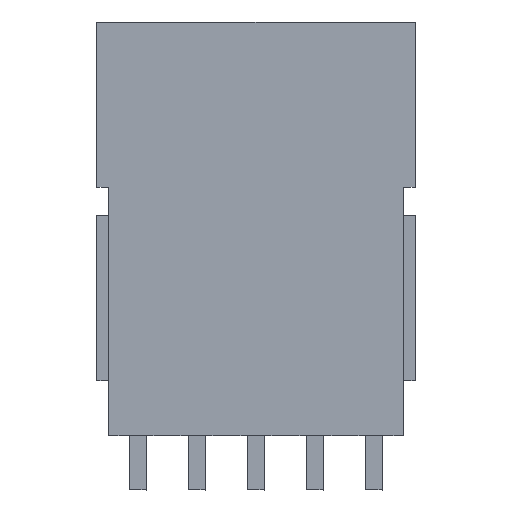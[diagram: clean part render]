
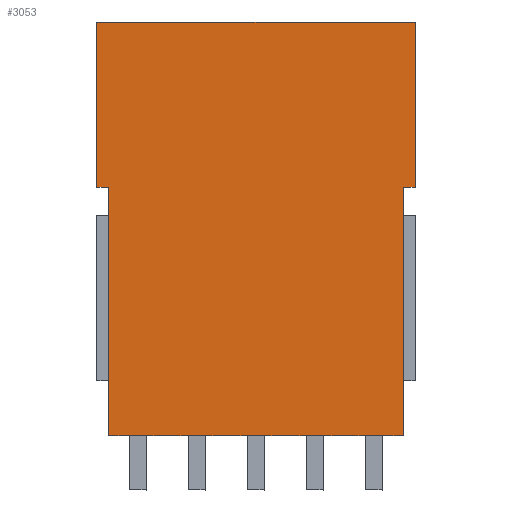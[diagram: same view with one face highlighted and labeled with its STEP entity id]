
A CAD part, front view. The second image highlights one B-rep face of the part: STEP entity #3053.
In plain terms, the highlighted planar face has unit normal (0, -1, 0).
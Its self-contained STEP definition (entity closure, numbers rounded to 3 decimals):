
#2818=AXIS2_PLACEMENT_3D('Plane Axis2P3D',#2815,#2816,#2817) ;
#2072=CARTESIAN_POINT('Line Origine',(9.45,0.,27.75)) ;
#2076=CARTESIAN_POINT('Vertex',(0.,0.,27.75)) ;
#2078=CARTESIAN_POINT('Vertex',(18.9,0.,27.75)) ;
#2815=CARTESIAN_POINT('Axis2P3D Location',(3.5,0.,3.2)) ;
#2820=CARTESIAN_POINT('Line Origine',(15.,0.,3.2)) ;
#2824=CARTESIAN_POINT('Vertex',(14.7,0.,3.2)) ;
#2826=CARTESIAN_POINT('Vertex',(15.3,0.,3.2)) ;
#2829=CARTESIAN_POINT('Line Origine',(15.466,0.,3.2)) ;
#2833=CARTESIAN_POINT('Vertex',(15.633,0.,3.2)) ;
#2836=CARTESIAN_POINT('Line Origine',(16.45,0.,3.2)) ;
#2840=CARTESIAN_POINT('Vertex',(17.267,0.,3.2)) ;
#2843=CARTESIAN_POINT('Line Origine',(17.734,0.,3.2)) ;
#2847=CARTESIAN_POINT('Vertex',(18.2,0.,3.2)) ;
#2850=CARTESIAN_POINT('Line Origine',(18.2,0.,10.575)) ;
#2854=CARTESIAN_POINT('Vertex',(18.2,0.,17.95)) ;
#2857=CARTESIAN_POINT('Line Origine',(18.55,0.,17.95)) ;
#2861=CARTESIAN_POINT('Vertex',(18.9,0.,17.95)) ;
#2864=CARTESIAN_POINT('Line Origine',(18.9,0.,22.85)) ;
#2869=CARTESIAN_POINT('Line Origine',(0.,0.,22.85)) ;
#2873=CARTESIAN_POINT('Vertex',(0.,0.,17.95)) ;
#2876=CARTESIAN_POINT('Line Origine',(0.35,0.,17.95)) ;
#2880=CARTESIAN_POINT('Vertex',(0.7,0.,17.95)) ;
#2883=CARTESIAN_POINT('Line Origine',(0.7,0.,10.575)) ;
#2887=CARTESIAN_POINT('Vertex',(0.7,0.,3.2)) ;
#2890=CARTESIAN_POINT('Line Origine',(1.166,0.,3.2)) ;
#2894=CARTESIAN_POINT('Vertex',(1.633,0.,3.2)) ;
#2897=CARTESIAN_POINT('Line Origine',(2.45,0.,3.2)) ;
#2901=CARTESIAN_POINT('Vertex',(3.267,0.,3.2)) ;
#2904=CARTESIAN_POINT('Line Origine',(3.434,0.,3.2)) ;
#2908=CARTESIAN_POINT('Vertex',(3.6,0.,3.2)) ;
#2911=CARTESIAN_POINT('Line Origine',(3.9,0.,3.2)) ;
#2915=CARTESIAN_POINT('Vertex',(4.2,0.,3.2)) ;
#2918=CARTESIAN_POINT('Line Origine',(4.5,0.,3.2)) ;
#2922=CARTESIAN_POINT('Vertex',(4.8,0.,3.2)) ;
#2925=CARTESIAN_POINT('Line Origine',(4.966,0.,3.2)) ;
#2929=CARTESIAN_POINT('Vertex',(5.133,0.,3.2)) ;
#2932=CARTESIAN_POINT('Line Origine',(5.95,0.,3.2)) ;
#2936=CARTESIAN_POINT('Vertex',(6.767,0.,3.2)) ;
#2939=CARTESIAN_POINT('Line Origine',(6.934,0.,3.2)) ;
#2943=CARTESIAN_POINT('Vertex',(7.1,0.,3.2)) ;
#2946=CARTESIAN_POINT('Line Origine',(7.4,0.,3.2)) ;
#2950=CARTESIAN_POINT('Vertex',(7.7,0.,3.2)) ;
#2953=CARTESIAN_POINT('Line Origine',(8.,0.,3.2)) ;
#2957=CARTESIAN_POINT('Vertex',(8.3,0.,3.2)) ;
#2960=CARTESIAN_POINT('Line Origine',(8.466,0.,3.2)) ;
#2964=CARTESIAN_POINT('Vertex',(8.633,0.,3.2)) ;
#2967=CARTESIAN_POINT('Line Origine',(9.45,0.,3.2)) ;
#2971=CARTESIAN_POINT('Vertex',(10.267,0.,3.2)) ;
#2974=CARTESIAN_POINT('Line Origine',(10.434,0.,3.2)) ;
#2978=CARTESIAN_POINT('Vertex',(10.6,0.,3.2)) ;
#2981=CARTESIAN_POINT('Line Origine',(10.9,0.,3.2)) ;
#2985=CARTESIAN_POINT('Vertex',(11.2,0.,3.2)) ;
#2988=CARTESIAN_POINT('Line Origine',(11.5,0.,3.2)) ;
#2992=CARTESIAN_POINT('Vertex',(11.8,0.,3.2)) ;
#2995=CARTESIAN_POINT('Line Origine',(11.966,0.,3.2)) ;
#2999=CARTESIAN_POINT('Vertex',(12.133,0.,3.2)) ;
#3002=CARTESIAN_POINT('Line Origine',(12.95,0.,3.2)) ;
#3006=CARTESIAN_POINT('Vertex',(13.767,0.,3.2)) ;
#3009=CARTESIAN_POINT('Line Origine',(13.934,0.,3.2)) ;
#3013=CARTESIAN_POINT('Vertex',(14.1,0.,3.2)) ;
#3016=CARTESIAN_POINT('Line Origine',(14.4,0.,3.2)) ;
#2073=DIRECTION('Vector Direction',(1.,0.,0.)) ;
#2816=DIRECTION('Axis2P3D Direction',(0.,1.,0.)) ;
#2817=DIRECTION('Axis2P3D XDirection',(0.,0.,1.)) ;
#2821=DIRECTION('Vector Direction',(-1.,0.,0.)) ;
#2830=DIRECTION('Vector Direction',(1.,0.,0.)) ;
#2837=DIRECTION('Vector Direction',(1.,0.,0.)) ;
#2844=DIRECTION('Vector Direction',(1.,0.,0.)) ;
#2851=DIRECTION('Vector Direction',(0.,0.,1.)) ;
#2858=DIRECTION('Vector Direction',(1.,0.,0.)) ;
#2865=DIRECTION('Vector Direction',(0.,0.,1.)) ;
#2870=DIRECTION('Vector Direction',(0.,0.,1.)) ;
#2877=DIRECTION('Vector Direction',(1.,0.,0.)) ;
#2884=DIRECTION('Vector Direction',(0.,0.,1.)) ;
#2891=DIRECTION('Vector Direction',(1.,0.,0.)) ;
#2898=DIRECTION('Vector Direction',(1.,0.,0.)) ;
#2905=DIRECTION('Vector Direction',(1.,0.,0.)) ;
#2912=DIRECTION('Vector Direction',(-1.,0.,0.)) ;
#2919=DIRECTION('Vector Direction',(-1.,0.,0.)) ;
#2926=DIRECTION('Vector Direction',(1.,0.,0.)) ;
#2933=DIRECTION('Vector Direction',(1.,0.,0.)) ;
#2940=DIRECTION('Vector Direction',(1.,0.,0.)) ;
#2947=DIRECTION('Vector Direction',(-1.,0.,0.)) ;
#2954=DIRECTION('Vector Direction',(-1.,0.,0.)) ;
#2961=DIRECTION('Vector Direction',(1.,0.,0.)) ;
#2968=DIRECTION('Vector Direction',(1.,0.,0.)) ;
#2975=DIRECTION('Vector Direction',(1.,0.,0.)) ;
#2982=DIRECTION('Vector Direction',(-1.,0.,0.)) ;
#2989=DIRECTION('Vector Direction',(-1.,0.,0.)) ;
#2996=DIRECTION('Vector Direction',(1.,0.,0.)) ;
#3003=DIRECTION('Vector Direction',(1.,0.,0.)) ;
#3010=DIRECTION('Vector Direction',(1.,0.,0.)) ;
#3017=DIRECTION('Vector Direction',(-1.,0.,0.)) ;
#2074=VECTOR('Line Direction',#2073,1.) ;
#2822=VECTOR('Line Direction',#2821,1.) ;
#2831=VECTOR('Line Direction',#2830,1.) ;
#2838=VECTOR('Line Direction',#2837,1.) ;
#2845=VECTOR('Line Direction',#2844,1.) ;
#2852=VECTOR('Line Direction',#2851,1.) ;
#2859=VECTOR('Line Direction',#2858,1.) ;
#2866=VECTOR('Line Direction',#2865,1.) ;
#2871=VECTOR('Line Direction',#2870,1.) ;
#2878=VECTOR('Line Direction',#2877,1.) ;
#2885=VECTOR('Line Direction',#2884,1.) ;
#2892=VECTOR('Line Direction',#2891,1.) ;
#2899=VECTOR('Line Direction',#2898,1.) ;
#2906=VECTOR('Line Direction',#2905,1.) ;
#2913=VECTOR('Line Direction',#2912,1.) ;
#2920=VECTOR('Line Direction',#2919,1.) ;
#2927=VECTOR('Line Direction',#2926,1.) ;
#2934=VECTOR('Line Direction',#2933,1.) ;
#2941=VECTOR('Line Direction',#2940,1.) ;
#2948=VECTOR('Line Direction',#2947,1.) ;
#2955=VECTOR('Line Direction',#2954,1.) ;
#2962=VECTOR('Line Direction',#2961,1.) ;
#2969=VECTOR('Line Direction',#2968,1.) ;
#2976=VECTOR('Line Direction',#2975,1.) ;
#2983=VECTOR('Line Direction',#2982,1.) ;
#2990=VECTOR('Line Direction',#2989,1.) ;
#2997=VECTOR('Line Direction',#2996,1.) ;
#3004=VECTOR('Line Direction',#3003,1.) ;
#3011=VECTOR('Line Direction',#3010,1.) ;
#3018=VECTOR('Line Direction',#3017,1.) ;
#3022=ORIENTED_EDGE('',*,*,#2828,.T.) ;
#3023=ORIENTED_EDGE('',*,*,#2835,.T.) ;
#3024=ORIENTED_EDGE('',*,*,#2842,.F.) ;
#3025=ORIENTED_EDGE('',*,*,#2849,.T.) ;
#3026=ORIENTED_EDGE('',*,*,#2856,.T.) ;
#3027=ORIENTED_EDGE('',*,*,#2863,.F.) ;
#3028=ORIENTED_EDGE('',*,*,#2868,.T.) ;
#3029=ORIENTED_EDGE('',*,*,#2080,.F.) ;
#3030=ORIENTED_EDGE('',*,*,#2875,.F.) ;
#3031=ORIENTED_EDGE('',*,*,#2882,.T.) ;
#3032=ORIENTED_EDGE('',*,*,#2889,.F.) ;
#3033=ORIENTED_EDGE('',*,*,#2896,.T.) ;
#3034=ORIENTED_EDGE('',*,*,#2903,.F.) ;
#3035=ORIENTED_EDGE('',*,*,#2910,.T.) ;
#3036=ORIENTED_EDGE('',*,*,#2917,.T.) ;
#3037=ORIENTED_EDGE('',*,*,#2924,.T.) ;
#3038=ORIENTED_EDGE('',*,*,#2931,.T.) ;
#3039=ORIENTED_EDGE('',*,*,#2938,.F.) ;
#3040=ORIENTED_EDGE('',*,*,#2945,.T.) ;
#3041=ORIENTED_EDGE('',*,*,#2952,.T.) ;
#3042=ORIENTED_EDGE('',*,*,#2959,.T.) ;
#3043=ORIENTED_EDGE('',*,*,#2966,.T.) ;
#3044=ORIENTED_EDGE('',*,*,#2973,.F.) ;
#3045=ORIENTED_EDGE('',*,*,#2980,.T.) ;
#3046=ORIENTED_EDGE('',*,*,#2987,.T.) ;
#3047=ORIENTED_EDGE('',*,*,#2994,.T.) ;
#3048=ORIENTED_EDGE('',*,*,#3001,.T.) ;
#3049=ORIENTED_EDGE('',*,*,#3008,.F.) ;
#3050=ORIENTED_EDGE('',*,*,#3015,.T.) ;
#3051=ORIENTED_EDGE('',*,*,#3020,.T.) ;
#3053=ADVANCED_FACE('Housing',(#3052),#2819,.F.) ;
#2080=EDGE_CURVE('',#2077,#2079,#2075,.T.) ;
#2828=EDGE_CURVE('',#2825,#2827,#2823,.F.) ;
#2835=EDGE_CURVE('',#2827,#2834,#2832,.T.) ;
#2842=EDGE_CURVE('',#2841,#2834,#2839,.F.) ;
#2849=EDGE_CURVE('',#2841,#2848,#2846,.T.) ;
#2856=EDGE_CURVE('',#2848,#2855,#2853,.T.) ;
#2863=EDGE_CURVE('',#2862,#2855,#2860,.F.) ;
#2868=EDGE_CURVE('',#2862,#2079,#2867,.T.) ;
#2875=EDGE_CURVE('',#2874,#2077,#2872,.T.) ;
#2882=EDGE_CURVE('',#2874,#2881,#2879,.T.) ;
#2889=EDGE_CURVE('',#2888,#2881,#2886,.T.) ;
#2896=EDGE_CURVE('',#2888,#2895,#2893,.T.) ;
#2903=EDGE_CURVE('',#2902,#2895,#2900,.F.) ;
#2910=EDGE_CURVE('',#2902,#2909,#2907,.T.) ;
#2917=EDGE_CURVE('',#2909,#2916,#2914,.F.) ;
#2924=EDGE_CURVE('',#2916,#2923,#2921,.F.) ;
#2931=EDGE_CURVE('',#2923,#2930,#2928,.T.) ;
#2938=EDGE_CURVE('',#2937,#2930,#2935,.F.) ;
#2945=EDGE_CURVE('',#2937,#2944,#2942,.T.) ;
#2952=EDGE_CURVE('',#2944,#2951,#2949,.F.) ;
#2959=EDGE_CURVE('',#2951,#2958,#2956,.F.) ;
#2966=EDGE_CURVE('',#2958,#2965,#2963,.T.) ;
#2973=EDGE_CURVE('',#2972,#2965,#2970,.F.) ;
#2980=EDGE_CURVE('',#2972,#2979,#2977,.T.) ;
#2987=EDGE_CURVE('',#2979,#2986,#2984,.F.) ;
#2994=EDGE_CURVE('',#2986,#2993,#2991,.F.) ;
#3001=EDGE_CURVE('',#2993,#3000,#2998,.T.) ;
#3008=EDGE_CURVE('',#3007,#3000,#3005,.F.) ;
#3015=EDGE_CURVE('',#3007,#3014,#3012,.T.) ;
#3020=EDGE_CURVE('',#3014,#2825,#3019,.F.) ;
#3021=EDGE_LOOP('',(#3022,#3023,#3024,#3025,#3026,#3027,#3028,#3029,#3030,#3031,#3032,#3033,#3034,#3035,#3036,#3037,#3038,#3039,#3040,#3041,#3042,#3043,#3044,#3045,#3046,#3047,#3048,#3049,#3050,#3051)) ;
#3052=FACE_OUTER_BOUND('',#3021,.T.) ;
#2075=LINE('Line',#2072,#2074) ;
#2823=LINE('Line',#2820,#2822) ;
#2832=LINE('Line',#2829,#2831) ;
#2839=LINE('Line',#2836,#2838) ;
#2846=LINE('Line',#2843,#2845) ;
#2853=LINE('Line',#2850,#2852) ;
#2860=LINE('Line',#2857,#2859) ;
#2867=LINE('Line',#2864,#2866) ;
#2872=LINE('Line',#2869,#2871) ;
#2879=LINE('Line',#2876,#2878) ;
#2886=LINE('Line',#2883,#2885) ;
#2893=LINE('Line',#2890,#2892) ;
#2900=LINE('Line',#2897,#2899) ;
#2907=LINE('Line',#2904,#2906) ;
#2914=LINE('Line',#2911,#2913) ;
#2921=LINE('Line',#2918,#2920) ;
#2928=LINE('Line',#2925,#2927) ;
#2935=LINE('Line',#2932,#2934) ;
#2942=LINE('Line',#2939,#2941) ;
#2949=LINE('Line',#2946,#2948) ;
#2956=LINE('Line',#2953,#2955) ;
#2963=LINE('Line',#2960,#2962) ;
#2970=LINE('Line',#2967,#2969) ;
#2977=LINE('Line',#2974,#2976) ;
#2984=LINE('Line',#2981,#2983) ;
#2991=LINE('Line',#2988,#2990) ;
#2998=LINE('Line',#2995,#2997) ;
#3005=LINE('Line',#3002,#3004) ;
#3012=LINE('Line',#3009,#3011) ;
#3019=LINE('Line',#3016,#3018) ;
#2819=PLANE('',#2818) ;
#2077=VERTEX_POINT('',#2076) ;
#2079=VERTEX_POINT('',#2078) ;
#2825=VERTEX_POINT('',#2824) ;
#2827=VERTEX_POINT('',#2826) ;
#2834=VERTEX_POINT('',#2833) ;
#2841=VERTEX_POINT('',#2840) ;
#2848=VERTEX_POINT('',#2847) ;
#2855=VERTEX_POINT('',#2854) ;
#2862=VERTEX_POINT('',#2861) ;
#2874=VERTEX_POINT('',#2873) ;
#2881=VERTEX_POINT('',#2880) ;
#2888=VERTEX_POINT('',#2887) ;
#2895=VERTEX_POINT('',#2894) ;
#2902=VERTEX_POINT('',#2901) ;
#2909=VERTEX_POINT('',#2908) ;
#2916=VERTEX_POINT('',#2915) ;
#2923=VERTEX_POINT('',#2922) ;
#2930=VERTEX_POINT('',#2929) ;
#2937=VERTEX_POINT('',#2936) ;
#2944=VERTEX_POINT('',#2943) ;
#2951=VERTEX_POINT('',#2950) ;
#2958=VERTEX_POINT('',#2957) ;
#2965=VERTEX_POINT('',#2964) ;
#2972=VERTEX_POINT('',#2971) ;
#2979=VERTEX_POINT('',#2978) ;
#2986=VERTEX_POINT('',#2985) ;
#2993=VERTEX_POINT('',#2992) ;
#3000=VERTEX_POINT('',#2999) ;
#3007=VERTEX_POINT('',#3006) ;
#3014=VERTEX_POINT('',#3013) ;
